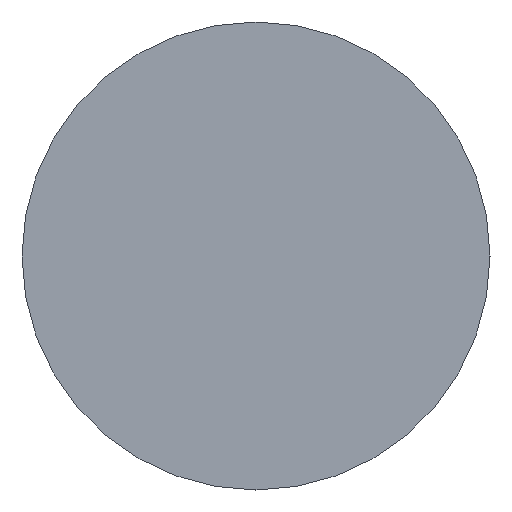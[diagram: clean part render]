
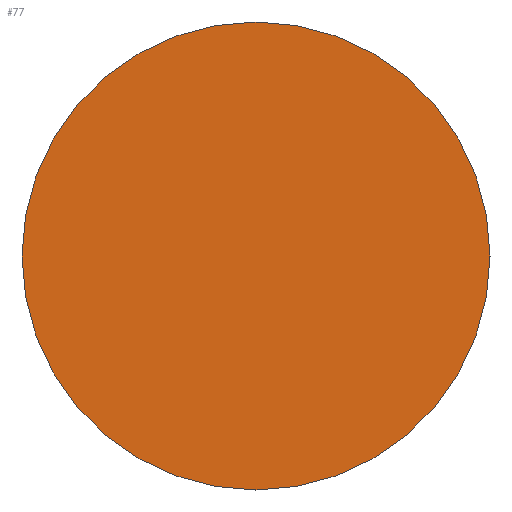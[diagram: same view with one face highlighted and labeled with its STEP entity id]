
A CAD part, left-side view. The second image highlights one B-rep face of the part: STEP entity #77.
In plain terms, the highlighted planar face has unit normal (-1, 0, 0).
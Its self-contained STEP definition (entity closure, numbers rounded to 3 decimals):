
#1 = PLANE ( 'NONE',  #5 ) ;
#5 = AXIS2_PLACEMENT_3D ( 'NONE', #126, #142, #22 ) ;
#22 = DIRECTION ( 'NONE',  ( 0., 0., -1. ) ) ;
#60 = VERTEX_POINT ( 'NONE', #107 ) ;
#73 = EDGE_CURVE ( 'NONE', #60, #60, #119, .T. ) ;
#77 = ADVANCED_FACE ( 'NONE', ( #114 ), #1, .F. ) ;
#81 = AXIS2_PLACEMENT_3D ( 'NONE', #86, #96, #154 ) ;
#86 = CARTESIAN_POINT ( 'NONE',  ( -10., 0., 0. ) ) ;
#96 = DIRECTION ( 'NONE',  ( -1., 0., 0. ) ) ;
#107 = CARTESIAN_POINT ( 'NONE',  ( -10., 0., 20. ) ) ;
#114 = FACE_OUTER_BOUND ( 'NONE', #166, .T. ) ;
#119 = CIRCLE ( 'NONE', #81, 20. ) ;
#126 = CARTESIAN_POINT ( 'NONE',  ( -10., 12.5, 0. ) ) ;
#142 = DIRECTION ( 'NONE',  ( 1., 0., 0. ) ) ;
#154 = DIRECTION ( 'NONE',  ( 0., 0., 1. ) ) ;
#166 = EDGE_LOOP ( 'NONE', ( #175 ) ) ;
#175 = ORIENTED_EDGE ( 'NONE', *, *, #73, .T. ) ;
